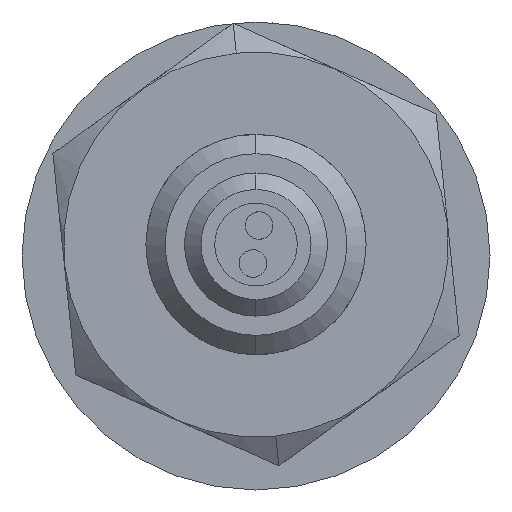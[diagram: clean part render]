
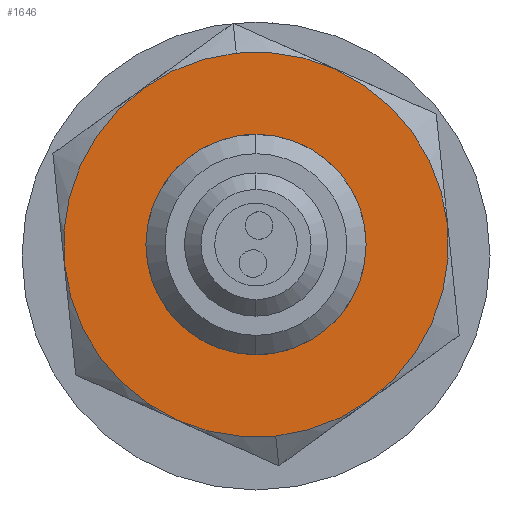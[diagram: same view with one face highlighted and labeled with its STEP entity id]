
A CAD part, left-side view. The second image highlights one B-rep face of the part: STEP entity #1646.
In plain terms, the highlighted planar face has unit normal (-1, 0, 0).
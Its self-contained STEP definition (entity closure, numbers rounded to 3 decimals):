
#55 = CARTESIAN_POINT ( 'NONE',  ( -1.2, 0., 3.496 ) ) ;
#81 = CARTESIAN_POINT ( 'NONE',  ( -1.2, 0., 0. ) ) ;
#91 = VERTEX_POINT ( 'NONE', #1953 ) ;
#146 = CARTESIAN_POINT ( 'NONE',  ( -1.2, 0., -3.496 ) ) ;
#193 = DIRECTION ( 'NONE',  ( 1., 0., 0. ) ) ;
#237 = VERTEX_POINT ( 'NONE', #1291 ) ;
#316 = PLANE ( 'NONE',  #2016 ) ;
#508 = DIRECTION ( 'NONE',  ( 1., 0., 0. ) ) ;
#519 = CIRCLE ( 'NONE', #1343, 2. ) ;
#522 = EDGE_CURVE ( 'NONE', #1607, #764, #997, .T. ) ;
#587 = DIRECTION ( 'NONE',  ( 0., 0., -1. ) ) ;
#703 = ORIENTED_EDGE ( 'NONE', *, *, #1801, .T. ) ;
#749 = EDGE_CURVE ( 'NONE', #764, #1607, #1626, .T. ) ;
#764 = VERTEX_POINT ( 'NONE', #55 ) ;
#773 = EDGE_LOOP ( 'NONE', ( #1195, #1782 ) ) ;
#783 = AXIS2_PLACEMENT_3D ( 'NONE', #1371, #1530, #587 ) ;
#784 = DIRECTION ( 'NONE',  ( 0., 0., -1. ) ) ;
#798 = CARTESIAN_POINT ( 'NONE',  ( -1.2, 0., 0. ) ) ;
#803 = EDGE_LOOP ( 'NONE', ( #1469, #703 ) ) ;
#828 = DIRECTION ( 'NONE',  ( 0., 0., -1. ) ) ;
#849 = AXIS2_PLACEMENT_3D ( 'NONE', #81, #1479, #1162 ) ;
#860 = EDGE_CURVE ( 'NONE', #91, #237, #1572, .T. ) ;
#997 = CIRCLE ( 'NONE', #783, 3.496 ) ;
#1085 = FACE_OUTER_BOUND ( 'NONE', #773, .T. ) ;
#1131 = CARTESIAN_POINT ( 'NONE',  ( -1.2, 0., 0. ) ) ;
#1162 = DIRECTION ( 'NONE',  ( 0., 0., -1. ) ) ;
#1195 = ORIENTED_EDGE ( 'NONE', *, *, #522, .F. ) ;
#1291 = CARTESIAN_POINT ( 'NONE',  ( -1.2, 0., -2. ) ) ;
#1343 = AXIS2_PLACEMENT_3D ( 'NONE', #798, #508, #1911 ) ;
#1371 = CARTESIAN_POINT ( 'NONE',  ( -1.2, 0., 0. ) ) ;
#1377 = AXIS2_PLACEMENT_3D ( 'NONE', #1131, #193, #828 ) ;
#1392 = DIRECTION ( 'NONE',  ( 1., 0., 0. ) ) ;
#1406 = CARTESIAN_POINT ( 'NONE',  ( -1.2, 0., 0. ) ) ;
#1469 = ORIENTED_EDGE ( 'NONE', *, *, #860, .T. ) ;
#1479 = DIRECTION ( 'NONE',  ( 1., 0., 0. ) ) ;
#1500 = FACE_BOUND ( 'NONE', #803, .T. ) ;
#1530 = DIRECTION ( 'NONE',  ( 1., 0., 0. ) ) ;
#1572 = CIRCLE ( 'NONE', #849, 2. ) ;
#1607 = VERTEX_POINT ( 'NONE', #146 ) ;
#1626 = CIRCLE ( 'NONE', #1377, 3.496 ) ;
#1646 = ADVANCED_FACE ( 'NONE', ( #1500, #1085 ), #316, .F. ) ;
#1782 = ORIENTED_EDGE ( 'NONE', *, *, #749, .F. ) ;
#1801 = EDGE_CURVE ( 'NONE', #237, #91, #519, .T. ) ;
#1911 = DIRECTION ( 'NONE',  ( 0., 0., -1. ) ) ;
#1953 = CARTESIAN_POINT ( 'NONE',  ( -1.2, 0., 2. ) ) ;
#2016 = AXIS2_PLACEMENT_3D ( 'NONE', #1406, #1392, #784 ) ;
